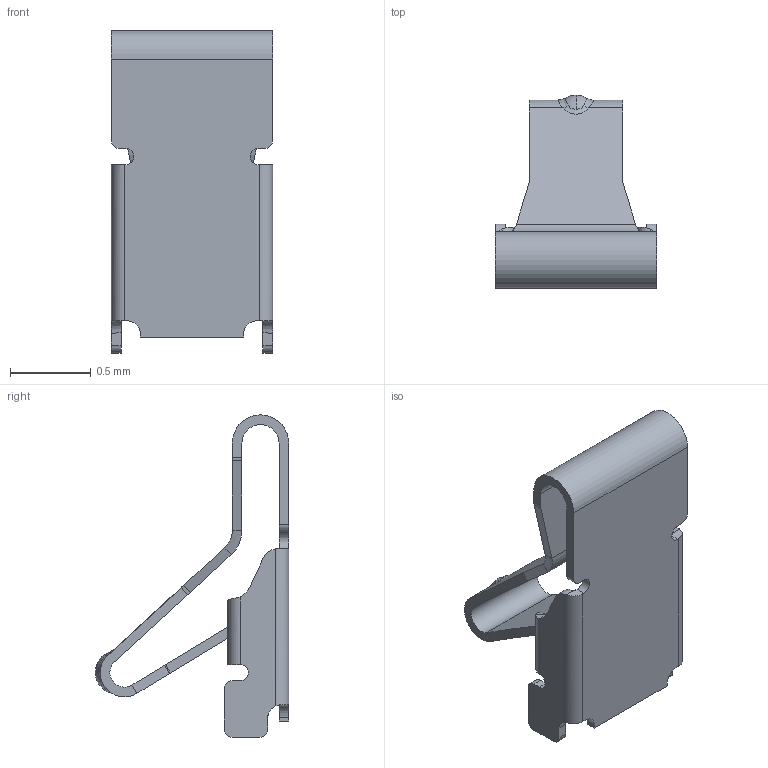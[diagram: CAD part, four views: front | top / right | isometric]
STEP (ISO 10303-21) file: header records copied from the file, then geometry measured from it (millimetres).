
FILE_DESCRIPTION((''),'2;1');
FILE_NAME('C-2306334-3','2018-11-06T',('workeradm'),('TE Connectivity Ltd.'),'CREO PARAMETRIC BY PTC INC, 2016050','CREO PARAMETRIC BY PTC INC, 2016050','');
FILE_SCHEMA(('AUTOMOTIVE_DESIGN { 1 0 10303 214 1 1 1 1 }'));
Length unit declared in the file: millimetre
Products named in the file (1): C-2306334-3
Bounding box: 1 x 1.2 x 2 mm (x, y, z)
Volume: 0.3 mm3; surface area: 10.4 mm2
Topology: 1 solids, 1 shells, 122 faces, 341 edges, 219 vertices
Faces by surface type: plane 62, cylinder 47, bspline 7, cone 4, sphere 2
Entity records: 4618 total; most frequent: CARTESIAN_POINT 1331, ORIENTED_EDGE 678, DIRECTION 628, EDGE_CURVE 339, VERTEX_POINT 219, VECTOR 210, LINE 210, AXIS2_PLACEMENT_3D 209
